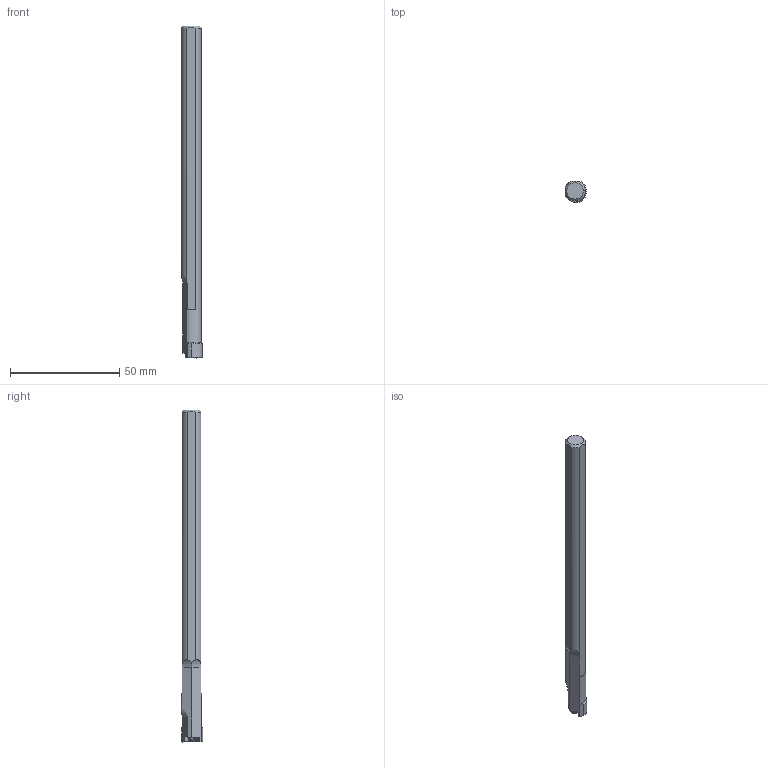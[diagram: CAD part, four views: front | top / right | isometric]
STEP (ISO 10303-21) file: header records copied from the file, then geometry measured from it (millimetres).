
FILE_DESCRIPTION(/* description */ (''),/* implementation_level */ '2;1');
FILE_NAME(/* name */ 'S-SL5NR06.stp',/* time_stamp */ '2016-09-01T10:08:49+09:00',/* author */ (''),/* organization */ (''),/* preprocessor_version */ 'ST-DEVELOPER v16',/* originating_system */ 'SIEMENS PLM Software NX 10.0',/* authorisation */ '');
FILE_SCHEMA (('AUTOMOTIVE_DESIGN { 1 0 10303 214 3 1 1 1 }'));
Length unit declared in the file: millimetre
Products named in the file (1): S-SL5NR06_ASM
Bounding box: 9.63 x 10.02 x 152.1 mm (x, y, z)
Volume: 9926.1 mm3; surface area: 4680.4 mm2
Topology: 2 solids, 2 shells, 58 faces, 165 edges, 109 vertices
Faces by surface type: cylinder 25, plane 18, cone 11, torus 2, sphere 2
Entity records: 2314 total; most frequent: CARTESIAN_POINT 714, DIRECTION 327, ORIENTED_EDGE 322, EDGE_CURVE 161, AXIS2_PLACEMENT_3D 131, VERTEX_POINT 109, LINE 65, VECTOR 65
